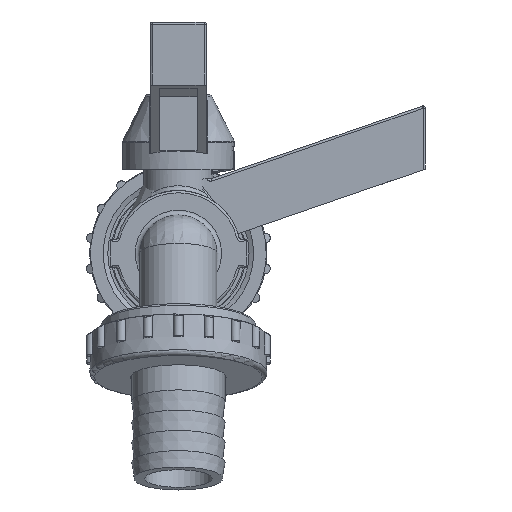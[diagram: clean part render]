
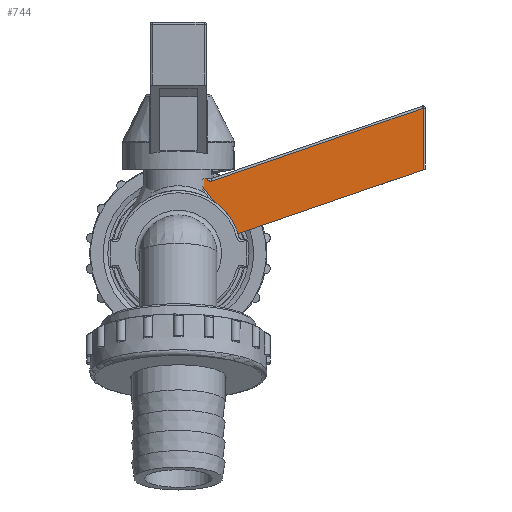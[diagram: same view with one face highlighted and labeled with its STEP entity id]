
A CAD part, front view. The second image highlights one B-rep face of the part: STEP entity #744.
In plain terms, the highlighted planar face has unit normal (0, -1, 0).
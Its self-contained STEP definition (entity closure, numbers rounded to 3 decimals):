
#744 = ADVANCED_FACE( '', ( #1625 ), #1626, .F. );
#1625 = FACE_OUTER_BOUND( '', #3125, .T. );
#1626 = PLANE( '', #3126 );
#3125 = EDGE_LOOP( '', ( #5052, #5053, #5054, #5055, #5056, #5057, #5058, #5059, #5060 ) );
#3126 = AXIS2_PLACEMENT_3D( '', #5061, #5062, #5063 );
#5052 = ORIENTED_EDGE( '', *, *, #6292, .F. );
#5053 = ORIENTED_EDGE( '', *, *, #5887, .T. );
#5054 = ORIENTED_EDGE( '', *, *, #5870, .T. );
#5055 = ORIENTED_EDGE( '', *, *, #5995, .F. );
#5056 = ORIENTED_EDGE( '', *, *, #6299, .T. );
#5057 = ORIENTED_EDGE( '', *, *, #5933, .F. );
#5058 = ORIENTED_EDGE( '', *, *, #6247, .T. );
#5059 = ORIENTED_EDGE( '', *, *, #6300, .T. );
#5060 = ORIENTED_EDGE( '', *, *, #6301, .T. );
#5061 = CARTESIAN_POINT( '', ( 53., -6., 16. ) );
#5062 = DIRECTION( '', ( 0., 1., 0. ) );
#5063 = DIRECTION( '', ( 0., 0., 1. ) );
#5870 = EDGE_CURVE( '', #6904, #6902, #6905, .T. );
#5887 = EDGE_CURVE( '', #6930, #6904, #6931, .T. );
#5933 = EDGE_CURVE( '', #7004, #7006, #7007, .T. );
#5995 = EDGE_CURVE( '', #7095, #6902, #7097, .T. );
#6247 = EDGE_CURVE( '', #7004, #7438, #7440, .F. );
#6292 = EDGE_CURVE( '', #6930, #7493, #7494, .T. );
#6299 = EDGE_CURVE( '', #7095, #7006, #7501, .T. );
#6300 = EDGE_CURVE( '', #7438, #7502, #7503, .F. );
#6301 = EDGE_CURVE( '', #7502, #7493, #7504, .T. );
#6902 = VERTEX_POINT( '', #8993 );
#6904 = VERTEX_POINT( '', #8995 );
#6905 = B_SPLINE_CURVE_WITH_KNOTS( '', 3, ( #8996, #8997, #8998, #8999, #9000, #9001, #9002, #9003, #9004, #9005, #9006, #9007, #9008, #9009, #9010, #9011, #9012, #9013, #9014, #9015, #9016, #9017, #9018, #9019, #9020, #9021 ), .UNSPECIFIED., .F., .F., ( 4, 2, 2, 2, 2, 2, 1, 2, 2, 1, 2, 2, 2, 4 ), ( 0., 0.001, 0.001, 0.002, 0.003, 0.003, 0.004, 0.005, 0.006, 0.006, 0.007, 0.008, 0.01, 0.011 ), .UNSPECIFIED. );
#6930 = VERTEX_POINT( '', #9104 );
#6931 = B_SPLINE_CURVE_WITH_KNOTS( '', 3, ( #9105, #9106, #9107, #9108, #9109, #9110, #9111, #9112, #9113, #9114, #9115, #9116, #9117, #9118, #9119, #9120, #9121, #9122, #9123, #9124, #9125, #9126, #9127, #9128, #9129, #9130 ), .UNSPECIFIED., .F., .F., ( 4, 2, 2, 2, 2, 1, 2, 2, 2, 2, 2, 1, 2, 4 ), ( 0., 0., 0., 0., 0., 0., 0., 0.001, 0.001, 0.001, 0.001, 0.001, 0.001, 0.001 ), .UNSPECIFIED. );
#7004 = VERTEX_POINT( '', #9260 );
#7006 = VERTEX_POINT( '', #9262 );
#7007 = LINE( '', #9263, #9264 );
#7095 = VERTEX_POINT( '', #9449 );
#7097 = B_SPLINE_CURVE_WITH_KNOTS( '', 3, ( #9451, #9452, #9453, #9454, #9455, #9456, #9457, #9458, #9459, #9460, #9461, #9462, #9463 ), .UNSPECIFIED., .F., .F., ( 4, 2, 2, 2, 2, 1, 4 ), ( 0., 0., 0., 0., 0., 0., 0. ), .UNSPECIFIED. );
#7438 = VERTEX_POINT( '', #10181 );
#7440 = LINE( '', #10183, #10184 );
#7493 = VERTEX_POINT( '', #10248 );
#7494 = LINE( '', #10249, #10250 );
#7501 = LINE( '', #10263, #10264 );
#7502 = VERTEX_POINT( '', #10265 );
#7503 = LINE( '', #10266, #10267 );
#7504 = CIRCLE( '', #10268, 1. );
#8993 = CARTESIAN_POINT( '', ( 10.553, -6., 6.329 ) );
#8995 = CARTESIAN_POINT( '', ( 4.328, -6., 15.5 ) );
#8996 = CARTESIAN_POINT( '', ( 4.328, -6., 15.5 ) );
#8997 = CARTESIAN_POINT( '', ( 4.483, -6., 15.328 ) );
#8998 = CARTESIAN_POINT( '', ( 4.635, -6., 15.153 ) );
#8999 = CARTESIAN_POINT( '', ( 4.934, -6., 14.799 ) );
#9000 = CARTESIAN_POINT( '', ( 5.08, -6., 14.62 ) );
#9001 = CARTESIAN_POINT( '', ( 5.368, -6., 14.259 ) );
#9002 = CARTESIAN_POINT( '', ( 5.51, -6., 14.077 ) );
#9003 = CARTESIAN_POINT( '', ( 5.79, -6., 13.709 ) );
#9004 = CARTESIAN_POINT( '', ( 5.928, -6., 13.524 ) );
#9005 = CARTESIAN_POINT( '', ( 6.202, -6., 13.151 ) );
#9006 = CARTESIAN_POINT( '', ( 6.337, -6., 12.964 ) );
#9007 = CARTESIAN_POINT( '', ( 6.604, -6., 12.587 ) );
#9008 = CARTESIAN_POINT( '', ( 6.868, -6., 12.208 ) );
#9009 = CARTESIAN_POINT( '', ( 7.128, -6., 11.825 ) );
#9010 = CARTESIAN_POINT( '', ( 7.386, -6., 11.441 ) );
#9011 = CARTESIAN_POINT( '', ( 7.514, -6., 11.248 ) );
#9012 = CARTESIAN_POINT( '', ( 7.768, -6., 10.861 ) );
#9013 = CARTESIAN_POINT( '', ( 8.02, -6., 10.473 ) );
#9014 = CARTESIAN_POINT( '', ( 8.269, -6., 10.083 ) );
#9015 = CARTESIAN_POINT( '', ( 8.64, -6., 9.497 ) );
#9016 = CARTESIAN_POINT( '', ( 8.884, -6., 9.104 ) );
#9017 = CARTESIAN_POINT( '', ( 9.368, -6., 8.316 ) );
#9018 = CARTESIAN_POINT( '', ( 9.608, -6., 7.92 ) );
#9019 = CARTESIAN_POINT( '', ( 10.083, -6., 7.126 ) );
#9020 = CARTESIAN_POINT( '', ( 10.319, -6., 6.728 ) );
#9021 = CARTESIAN_POINT( '', ( 10.553, -6., 6.329 ) );
#9104 = CARTESIAN_POINT( '', ( 5.475, -6., 16. ) );
#9105 = CARTESIAN_POINT( '', ( 5.475, -6., 16. ) );
#9106 = CARTESIAN_POINT( '', ( 5.449, -6., 16. ) );
#9107 = CARTESIAN_POINT( '', ( 5.422, -6., 15.999 ) );
#9108 = CARTESIAN_POINT( '', ( 5.369, -6., 15.994 ) );
#9109 = CARTESIAN_POINT( '', ( 5.343, -6., 15.99 ) );
#9110 = CARTESIAN_POINT( '', ( 5.265, -6., 15.976 ) );
#9111 = CARTESIAN_POINT( '', ( 5.214, -6., 15.962 ) );
#9112 = CARTESIAN_POINT( '', ( 5.15, -6., 15.941 ) );
#9113 = CARTESIAN_POINT( '', ( 5.138, -6., 15.937 ) );
#9114 = CARTESIAN_POINT( '', ( 5.113, -6., 15.928 ) );
#9115 = CARTESIAN_POINT( '', ( 5.076, -6., 15.914 ) );
#9116 = CARTESIAN_POINT( '', ( 5.039, -6., 15.899 ) );
#9117 = CARTESIAN_POINT( '', ( 4.966, -6., 15.867 ) );
#9118 = CARTESIAN_POINT( '', ( 4.919, -6., 15.845 ) );
#9119 = CARTESIAN_POINT( '', ( 4.826, -6., 15.796 ) );
#9120 = CARTESIAN_POINT( '', ( 4.779, -6., 15.771 ) );
#9121 = CARTESIAN_POINT( '', ( 4.688, -6., 15.719 ) );
#9122 = CARTESIAN_POINT( '', ( 4.643, -6., 15.692 ) );
#9123 = CARTESIAN_POINT( '', ( 4.552, -6., 15.638 ) );
#9124 = CARTESIAN_POINT( '', ( 4.507, -6., 15.611 ) );
#9125 = CARTESIAN_POINT( '', ( 4.44, -6., 15.569 ) );
#9126 = CARTESIAN_POINT( '', ( 4.406, -6., 15.548 ) );
#9127 = CARTESIAN_POINT( '', ( 4.373, -6., 15.528 ) );
#9128 = CARTESIAN_POINT( '', ( 4.35, -6., 15.514 ) );
#9129 = CARTESIAN_POINT( '', ( 4.339, -6., 15.507 ) );
#9130 = CARTESIAN_POINT( '', ( 4.328, -6., 15.5 ) );
#9260 = CARTESIAN_POINT( '', ( 52.5, -6., 17.918 ) );
#9262 = CARTESIAN_POINT( '', ( 10.677, -6., 3.517 ) );
#9263 = CARTESIAN_POINT( '', ( 53., -6., 18.09 ) );
#9264 = VECTOR( '', #10925, 1000. );
#9449 = CARTESIAN_POINT( '', ( 10.677, -6., 5.882 ) );
#9451 = CARTESIAN_POINT( '', ( 10.677, -6., 5.882 ) );
#9452 = CARTESIAN_POINT( '', ( 10.677, -6., 5.921 ) );
#9453 = CARTESIAN_POINT( '', ( 10.674, -6., 5.961 ) );
#9454 = CARTESIAN_POINT( '', ( 10.668, -6., 6.009 ) );
#9455 = CARTESIAN_POINT( '', ( 10.666, -6., 6.019 ) );
#9456 = CARTESIAN_POINT( '', ( 10.663, -6., 6.038 ) );
#9457 = CARTESIAN_POINT( '', ( 10.661, -6., 6.048 ) );
#9458 = CARTESIAN_POINT( '', ( 10.655, -6., 6.077 ) );
#9459 = CARTESIAN_POINT( '', ( 10.65, -6., 6.096 ) );
#9460 = CARTESIAN_POINT( '', ( 10.634, -6., 6.152 ) );
#9461 = CARTESIAN_POINT( '', ( 10.608, -6., 6.226 ) );
#9462 = CARTESIAN_POINT( '', ( 10.573, -6., 6.295 ) );
#9463 = CARTESIAN_POINT( '', ( 10.553, -6., 6.329 ) );
#10181 = CARTESIAN_POINT( '', ( 52.5, -6., 31.138 ) );
#10183 = CARTESIAN_POINT( '', ( 52.5, -6., 31.839 ) );
#10184 = VECTOR( '', #11364, 1000. );
#10248 = CARTESIAN_POINT( '', ( 6.05, -6., 16. ) );
#10249 = CARTESIAN_POINT( '', ( 0., -6., 16. ) );
#10250 = VECTOR( '', #11406, 1000. );
#10263 = CARTESIAN_POINT( '', ( 10.677, -6., 16. ) );
#10264 = VECTOR( '', #11408, 1000. );
#10265 = CARTESIAN_POINT( '', ( 7.242, -6., 15.554 ) );
#10266 = CARTESIAN_POINT( '', ( 7.163, -6., 15.527 ) );
#10267 = VECTOR( '', #11409, 1000. );
#10268 = AXIS2_PLACEMENT_3D( '', #11410, #11411, #11412 );
#10925 = DIRECTION( '', ( -0.946, 0., -0.326 ) );
#11364 = DIRECTION( '', ( 0., 0., -1. ) );
#11406 = DIRECTION( '', ( 1., 0., 0. ) );
#11408 = DIRECTION( '', ( 0., 0., -1. ) );
#11409 = DIRECTION( '', ( 0.946, 0., 0.326 ) );
#11410 = CARTESIAN_POINT( '', ( 6.916, -6., 16.5 ) );
#11411 = DIRECTION( '', ( 0., 1., 0. ) );
#11412 = DIRECTION( '', ( 0., 0., 1. ) );
